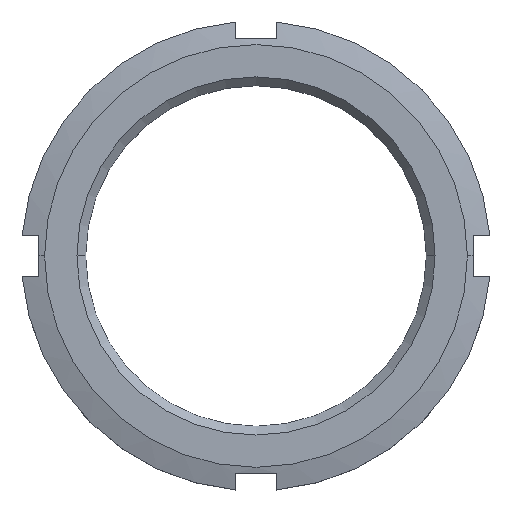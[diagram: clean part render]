
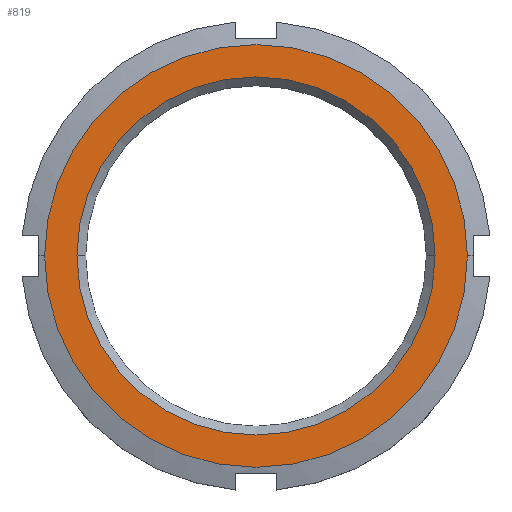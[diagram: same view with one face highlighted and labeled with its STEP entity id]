
A CAD part, top view. The second image highlights one B-rep face of the part: STEP entity #819.
In plain terms, the highlighted planar face has unit normal (0, 0, 1).
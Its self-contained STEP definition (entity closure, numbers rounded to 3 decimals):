
#18 = ORIENTED_EDGE ( 'NONE', *, *, #394, .T. ) ;
#89 = DIRECTION ( 'NONE',  ( 0., 0., 1. ) ) ;
#112 = ORIENTED_EDGE ( 'NONE', *, *, #546, .T. ) ;
#174 = CIRCLE ( 'NONE', #777, 30.5 ) ;
#196 = EDGE_CURVE ( 'NONE', #912, #941, #174, .T. ) ;
#205 = AXIS2_PLACEMENT_3D ( 'NONE', #451, #627, #778 ) ;
#210 = ORIENTED_EDGE ( 'NONE', *, *, #196, .T. ) ;
#281 = VERTEX_POINT ( 'NONE', #736 ) ;
#290 = DIRECTION ( 'NONE',  ( 1., 0., 0. ) ) ;
#322 = PLANE ( 'NONE',  #1002 ) ;
#360 = CIRCLE ( 'NONE', #677, 36. ) ;
#375 = CARTESIAN_POINT ( 'NONE',  ( -30.5, 0., 11. ) ) ;
#393 = DIRECTION ( 'NONE',  ( 1., 0., 0. ) ) ;
#394 = EDGE_CURVE ( 'NONE', #281, #594, #682, .T. ) ;
#396 = ORIENTED_EDGE ( 'NONE', *, *, #723, .T. ) ;
#401 = DIRECTION ( 'NONE',  ( 0., 0., -1. ) ) ;
#436 = CIRCLE ( 'NONE', #488, 30.5 ) ;
#448 = FACE_BOUND ( 'NONE', #665, .T. ) ;
#451 = CARTESIAN_POINT ( 'NONE',  ( 0., 0., 11. ) ) ;
#485 = DIRECTION ( 'NONE',  ( 1., 0., 0. ) ) ;
#488 = AXIS2_PLACEMENT_3D ( 'NONE', #592, #982, #290 ) ;
#518 = DIRECTION ( 'NONE',  ( 1., 0., 0. ) ) ;
#524 = CARTESIAN_POINT ( 'NONE',  ( -36., 0., 11. ) ) ;
#530 = EDGE_LOOP ( 'NONE', ( #112, #18 ) ) ;
#546 = EDGE_CURVE ( 'NONE', #594, #281, #360, .T. ) ;
#592 = CARTESIAN_POINT ( 'NONE',  ( 0., 0., 11. ) ) ;
#594 = VERTEX_POINT ( 'NONE', #524 ) ;
#617 = FACE_OUTER_BOUND ( 'NONE', #530, .T. ) ;
#627 = DIRECTION ( 'NONE',  ( 0., 0., 1. ) ) ;
#665 = EDGE_LOOP ( 'NONE', ( #210, #396 ) ) ;
#677 = AXIS2_PLACEMENT_3D ( 'NONE', #996, #919, #518 ) ;
#682 = CIRCLE ( 'NONE', #205, 36. ) ;
#723 = EDGE_CURVE ( 'NONE', #941, #912, #436, .T. ) ;
#736 = CARTESIAN_POINT ( 'NONE',  ( 36., 0., 11. ) ) ;
#777 = AXIS2_PLACEMENT_3D ( 'NONE', #1022, #401, #393 ) ;
#778 = DIRECTION ( 'NONE',  ( 1., 0., 0. ) ) ;
#819 = ADVANCED_FACE ( 'NONE', ( #448, #617 ), #322, .T. ) ;
#867 = CARTESIAN_POINT ( 'NONE',  ( 0., 0., 11. ) ) ;
#912 = VERTEX_POINT ( 'NONE', #1003 ) ;
#919 = DIRECTION ( 'NONE',  ( 0., 0., 1. ) ) ;
#941 = VERTEX_POINT ( 'NONE', #375 ) ;
#982 = DIRECTION ( 'NONE',  ( 0., 0., -1. ) ) ;
#996 = CARTESIAN_POINT ( 'NONE',  ( 0., 0., 11. ) ) ;
#1002 = AXIS2_PLACEMENT_3D ( 'NONE', #867, #89, #485 ) ;
#1003 = CARTESIAN_POINT ( 'NONE',  ( 30.5, 0., 11. ) ) ;
#1022 = CARTESIAN_POINT ( 'NONE',  ( 0., 0., 11. ) ) ;
